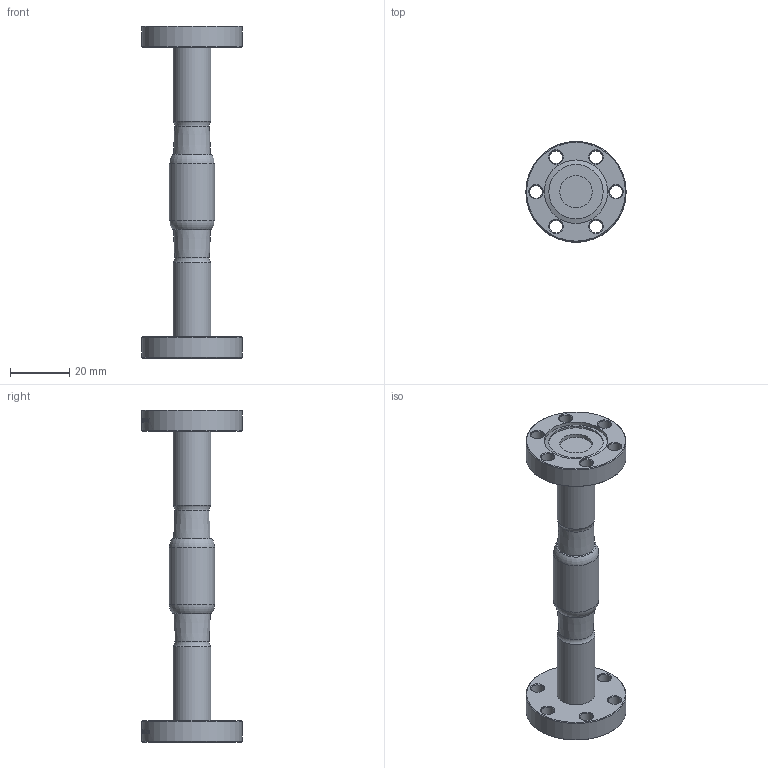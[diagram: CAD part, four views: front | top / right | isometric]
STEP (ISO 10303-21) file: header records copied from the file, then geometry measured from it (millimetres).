
FILE_DESCRIPTION(/* description */ ('Alibre Inc.'),/* implementation_level */ '2;1');
FILE_NAME(/* name */ 'export-EB2E5DD4-8140-42EC-A17E-7B66B426837C',/* time_stamp */ '2023-05-02T11:17:12-07:00',/* author */ (''),/* organization */ (''),/* preprocessor_version */ 'ST-DEVELOPER v17',/* originating_system */ 'Alibre',/* authorisation */ '');
FILE_SCHEMA (('CONFIG_CONTROL_DESIGN'));
Length unit declared in the file: inch
Bounding box: 33.78 x 33.78 x 111.81 mm (x, y, z)
Volume: 23911.9 mm3; surface area: 10008.8 mm2
Topology: 1 solids, 1 shells, 793 faces, 2157 edges, 1426 vertices
Faces by surface type: bspline 456, plane 222, cylinder 77, cone 32, torus 6
Full cylindrical faces by diameter (mm): 4.369 x12, 10.922 x2, 12.7 x2, 15.24 x1, 18.288 x2, 21.387 x2, 33.782 x2
Entity records: 30435 total; most frequent: CARTESIAN_POINT 13719, ORIENTED_EDGE 4180, EDGE_CURVE 2090, DIRECTION 1896, VERTEX_POINT 1420, EDGE_LOOP 938, FACE_BOUND 938, B_SPLINE_CURVE_WITH_KNOTS 924
